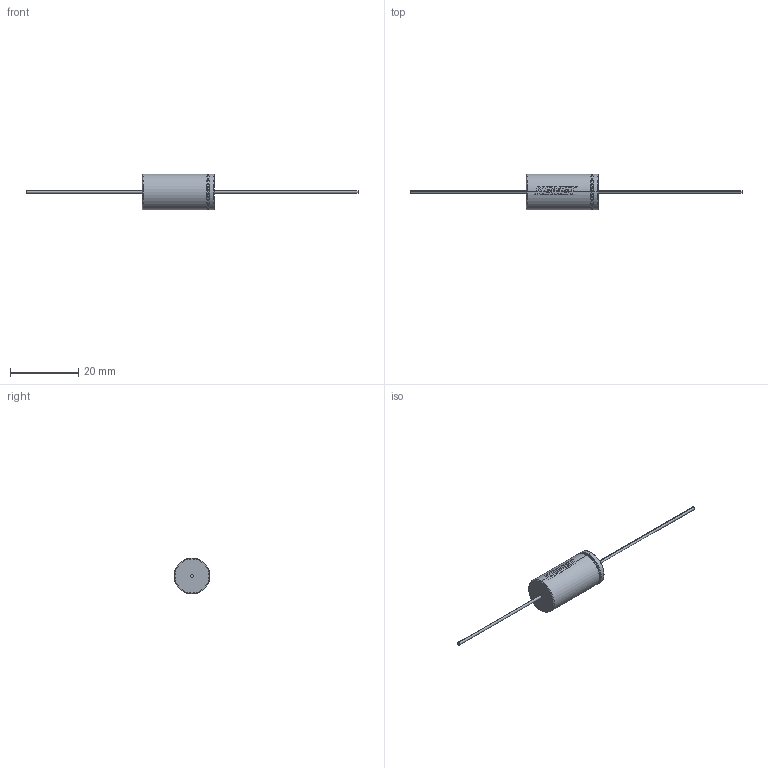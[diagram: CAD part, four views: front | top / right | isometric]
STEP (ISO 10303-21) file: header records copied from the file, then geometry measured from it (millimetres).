
FILE_DESCRIPTION (( 'STEP AP214' ), '1' );
FILE_NAME ('CAA_PEG124_10X20_D10.5L21LL34F0.83.STEP', '2019-11-06T16:36:58', ( '' ), ( '' ), 'SwSTEP 2.0', 'SolidWorks 2014', '' );
FILE_SCHEMA (( 'AUTOMOTIVE_DESIGN' ));
Length unit declared in the file: millimetre
Products named in the file (1): CAA_PEG124_10X20_D10.5L21LL34F0.83
Bounding box: 97 x 10.5 x 10.5 mm (x, y, z)
Volume: 1784.1 mm3; surface area: 1098.5 mm2
Topology: 1 solids, 1 shells, 99 faces, 264 edges, 170 vertices
Faces by surface type: bspline 31, cylinder 29, plane 27, torus 12
Entity records: 4368 total; most frequent: CARTESIAN_POINT 1124, ORIENTED_EDGE 528, DIRECTION 301, EDGE_CURVE 264, VERTEX_POINT 170, B_SPLINE_CURVE_WITH_KNOTS 145, AXIS2_PLACEMENT_3D 113, EDGE_LOOP 102
